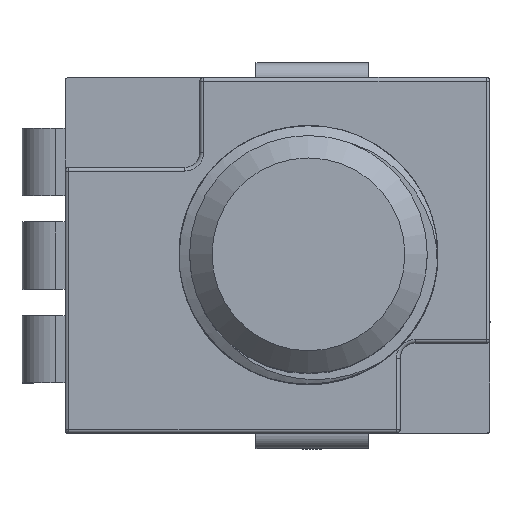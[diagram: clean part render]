
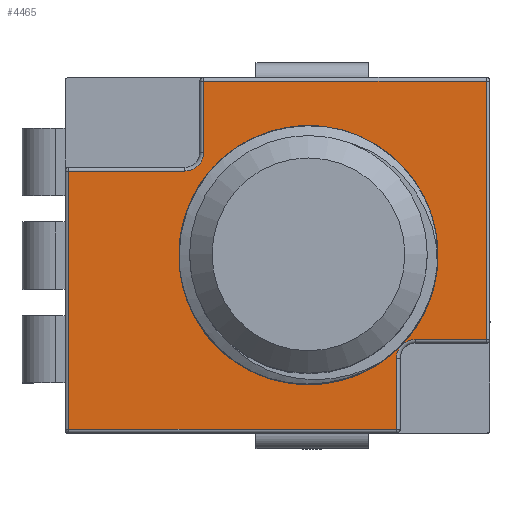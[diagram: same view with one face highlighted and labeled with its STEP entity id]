
A CAD part, top view. The second image highlights one B-rep face of the part: STEP entity #4465.
In plain terms, the highlighted planar face has unit normal (0, 0, 1).
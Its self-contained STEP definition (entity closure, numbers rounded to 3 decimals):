
#45=CIRCLE('',#4674,0.5);
#53=CIRCLE('',#4688,0.5);
#258=FACE_OUTER_BOUND('',#452,.T.);
#452=EDGE_LOOP('',(#3557,#3558,#3559,#3560,#3561,#3562,#3563,#3564,#3565,
#3566));
#661=LINE('',#7897,#975);
#662=LINE('',#7908,#976);
#666=LINE('',#7924,#980);
#668=LINE('',#7930,#982);
#669=LINE('',#7932,#983);
#670=LINE('',#7934,#984);
#671=LINE('',#7938,#985);
#672=LINE('',#7939,#986);
#975=VECTOR('',#5063,10.);
#976=VECTOR('',#5076,10.);
#980=VECTOR('',#5096,10.);
#982=VECTOR('',#5102,10.);
#983=VECTOR('',#5103,10.);
#984=VECTOR('',#5104,10.);
#985=VECTOR('',#5107,10.);
#986=VECTOR('',#5108,10.);
#1869=VERTEX_POINT('',#7891);
#1871=VERTEX_POINT('',#7895);
#1873=VERTEX_POINT('',#7900);
#1875=VERTEX_POINT('',#7906);
#1879=VERTEX_POINT('',#7923);
#1881=VERTEX_POINT('',#7929);
#1882=VERTEX_POINT('',#7931);
#1883=VERTEX_POINT('',#7933);
#1884=VERTEX_POINT('',#7935);
#1885=VERTEX_POINT('',#7937);
#2463=EDGE_CURVE('',#1871,#1869,#661,.T.);
#2465=EDGE_CURVE('',#1873,#1871,#45,.T.);
#2468=EDGE_CURVE('',#1875,#1873,#662,.T.);
#2476=EDGE_CURVE('',#1869,#1879,#666,.T.);
#2479=EDGE_CURVE('',#1881,#1875,#668,.T.);
#2480=EDGE_CURVE('',#1882,#1881,#669,.T.);
#2481=EDGE_CURVE('',#1883,#1882,#670,.T.);
#2482=EDGE_CURVE('',#1884,#1883,#53,.T.);
#2483=EDGE_CURVE('',#1885,#1884,#671,.T.);
#2484=EDGE_CURVE('',#1879,#1885,#672,.T.);
#3557=ORIENTED_EDGE('',*,*,#2463,.F.);
#3558=ORIENTED_EDGE('',*,*,#2465,.F.);
#3559=ORIENTED_EDGE('',*,*,#2468,.F.);
#3560=ORIENTED_EDGE('',*,*,#2479,.F.);
#3561=ORIENTED_EDGE('',*,*,#2480,.F.);
#3562=ORIENTED_EDGE('',*,*,#2481,.F.);
#3563=ORIENTED_EDGE('',*,*,#2482,.F.);
#3564=ORIENTED_EDGE('',*,*,#2483,.F.);
#3565=ORIENTED_EDGE('',*,*,#2484,.F.);
#3566=ORIENTED_EDGE('',*,*,#2476,.F.);
#4337=PLANE('',#4687);
#4465=ADVANCED_FACE('',(#258),#4337,.T.);
#4674=AXIS2_PLACEMENT_3D('',#7902,#5068,#5069);
#4687=AXIS2_PLACEMENT_3D('',#7928,#5100,#5101);
#4688=AXIS2_PLACEMENT_3D('',#7936,#5105,#5106);
#5063=DIRECTION('',(0.,-1.,0.));
#5068=DIRECTION('center_axis',(0.,0.,1.));
#5069=DIRECTION('ref_axis',(-0.707,0.707,0.));
#5076=DIRECTION('',(-1.,0.,0.));
#5096=DIRECTION('',(-1.,0.,0.));
#5100=DIRECTION('center_axis',(0.,0.,1.));
#5101=DIRECTION('ref_axis',(1.,0.,0.));
#5102=DIRECTION('',(0.,-1.,0.));
#5103=DIRECTION('',(1.,0.,0.));
#5104=DIRECTION('',(0.,1.,0.));
#5105=DIRECTION('center_axis',(0.,0.,1.));
#5106=DIRECTION('ref_axis',(0.707,-0.707,0.));
#5107=DIRECTION('',(1.,0.,0.));
#5108=DIRECTION('',(0.,1.,0.));
#7891=CARTESIAN_POINT('',(2.35,-4.65,10.));
#7895=CARTESIAN_POINT('',(2.35,-2.75,10.));
#7897=CARTESIAN_POINT('',(2.35,-2.375,10.));
#7900=CARTESIAN_POINT('',(2.85,-2.25,10.));
#7902=CARTESIAN_POINT('Origin',(2.85,-2.75,10.));
#7906=CARTESIAN_POINT('',(4.75,-2.25,10.));
#7908=CARTESIAN_POINT('',(0.813,-2.25,10.));
#7923=CARTESIAN_POINT('',(-6.4,-4.65,10.));
#7924=CARTESIAN_POINT('',(-3.663,-4.65,10.));
#7928=CARTESIAN_POINT('Origin',(-0.825,0.,
10.));
#7929=CARTESIAN_POINT('',(4.75,4.65,10.));
#7930=CARTESIAN_POINT('',(4.75,-2.375,10.));
#7931=CARTESIAN_POINT('',(-2.8,4.65,10.));
#7932=CARTESIAN_POINT('',(2.013,4.65,10.));
#7933=CARTESIAN_POINT('',(-2.8,2.75,10.));
#7934=CARTESIAN_POINT('',(-2.8,2.375,10.));
#7935=CARTESIAN_POINT('',(-3.3,2.25,10.));
#7936=CARTESIAN_POINT('Origin',(-3.3,2.75,10.));
#7937=CARTESIAN_POINT('',(-6.4,2.25,10.));
#7938=CARTESIAN_POINT('',(-1.863,2.25,10.));
#7939=CARTESIAN_POINT('',(-6.4,2.375,10.));
